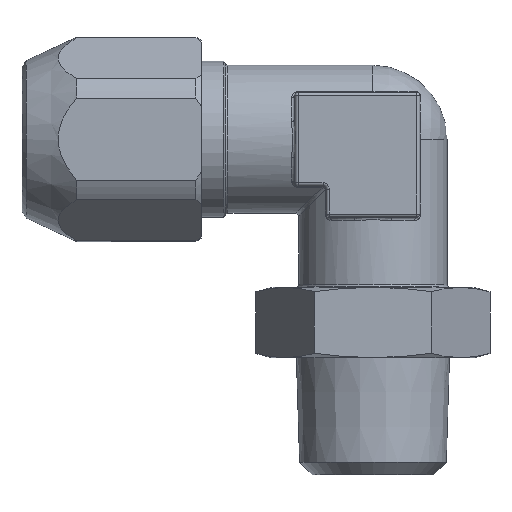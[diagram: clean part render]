
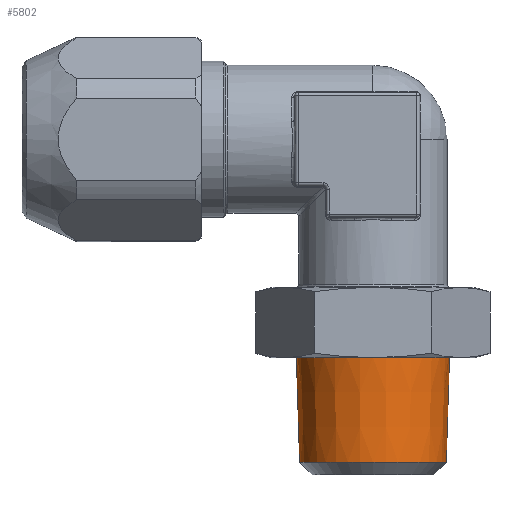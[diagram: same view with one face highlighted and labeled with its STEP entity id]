
A CAD part, top view. The second image highlights one B-rep face of the part: STEP entity #5802.
In plain terms, the highlighted conical face has half-angle 1.78 degrees and reference radius 4.805 mm.
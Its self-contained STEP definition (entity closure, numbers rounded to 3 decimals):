
#1875=CARTESIAN_POINT('',(22.5,-14.,0.));
#1876=DIRECTION('',(0.,-1.,0.));
#1877=DIRECTION('',(1.,0.,0.));
#1878=AXIS2_PLACEMENT_3D('',#1875,#1876,#1877);
#1915=DIRECTION('',(-0.031,-1.,0.));
#1916=VECTOR('',#1915,6.703);
#1917=CARTESIAN_POINT('',(27.409,-14.,0.));
#1918=LINE('',#1917,#1916);
#1919=CARTESIAN_POINT('',(22.5,-20.7,0.));
#1920=DIRECTION('',(0.,-1.,0.));
#1921=DIRECTION('',(1.,0.,0.));
#1922=AXIS2_PLACEMENT_3D('',#1919,#1920,#1921);
#1924=DIRECTION('',(0.031,-1.,0.));
#1925=VECTOR('',#1924,6.703);
#1926=CARTESIAN_POINT('',(17.591,-14.,0.));
#1927=LINE('',#1926,#1925);
#2802=CARTESIAN_POINT('',(27.201,-20.7,0.));
#2803=CARTESIAN_POINT('',(17.799,-20.7,0.));
#2804=VERTEX_POINT('',#2802);
#2805=VERTEX_POINT('',#2803);
#2842=CARTESIAN_POINT('',(27.409,-14.,0.));
#2843=VERTEX_POINT('',#2842);
#2844=CARTESIAN_POINT('',(17.591,-14.,0.));
#2845=VERTEX_POINT('',#2844);
#5788=CARTESIAN_POINT('',(22.5,-17.35,0.));
#5789=DIRECTION('',(0.,1.,0.));
#5790=DIRECTION('',(1.,0.,0.));
#5791=AXIS2_PLACEMENT_3D('',#5788,#5789,#5790);
#5792=CONICAL_SURFACE('',#5791,4.805,1.78);
#5794=ORIENTED_EDGE('',*,*,#5793,.T.);
#5796=ORIENTED_EDGE('',*,*,#5795,.T.);
#5798=ORIENTED_EDGE('',*,*,#5797,.F.);
#5799=ORIENTED_EDGE('',*,*,#5781,.F.);
#5800=EDGE_LOOP('',(#5794,#5796,#5798,#5799));
#5801=FACE_OUTER_BOUND('',#5800,.F.);
#5802=ADVANCED_FACE('',(#5801),#5792,.T.);
#1879=CIRCLE('',#1878,4.909);
#1923=CIRCLE('',#1922,4.701);
#5781=EDGE_CURVE('',#2843,#2845,#1879,.T.);
#5793=EDGE_CURVE('',#2843,#2804,#1918,.T.);
#5795=EDGE_CURVE('',#2804,#2805,#1923,.T.);
#5797=EDGE_CURVE('',#2845,#2805,#1927,.T.);
